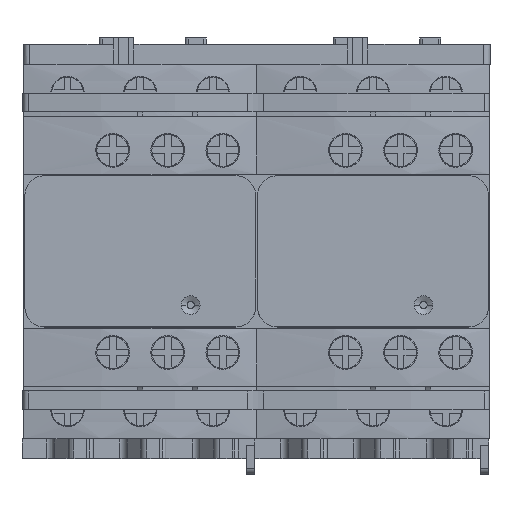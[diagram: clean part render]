
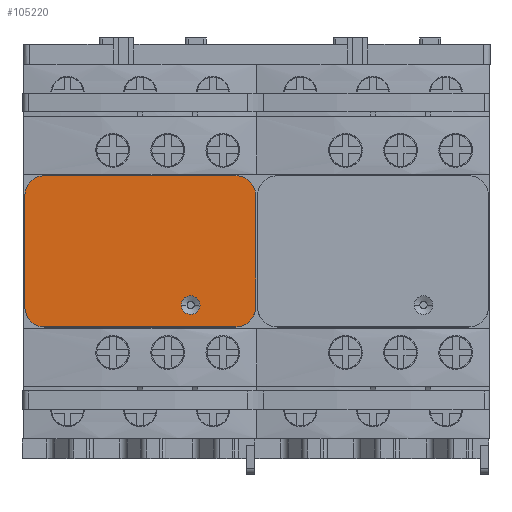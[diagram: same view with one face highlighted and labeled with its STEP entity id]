
A CAD part, top view. The second image highlights one B-rep face of the part: STEP entity #105220.
In plain terms, the highlighted planar face has unit normal (0, 0, 1).
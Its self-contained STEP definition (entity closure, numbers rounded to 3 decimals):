
#104895=CARTESIAN_POINT('',(32.1,36.785,92.98));
#104896=DIRECTION('',(0.,0.,1.));
#104897=DIRECTION('',(1.,0.,0.));
#104898=AXIS2_PLACEMENT_3D('',#104895,#104896,#104897);
#104903=CARTESIAN_POINT('',(32.1,36.785,92.98));
#104904=DIRECTION('',(0.,0.,1.));
#104905=DIRECTION('',(-1.,0.,0.));
#104906=AXIS2_PLACEMENT_3D('',#104903,#104904,#104905);
#104911=CARTESIAN_POINT('',(4.,57.885,
92.98));
#104912=DIRECTION('',(0.,0.,1.));
#104913=DIRECTION('',(0.,1.,0.));
#104914=AXIS2_PLACEMENT_3D('',#104911,#104912,#104913);
#104919=DIRECTION('',(-1.,0.,0.));
#104920=VECTOR('',#104919,36.8);
#104921=CARTESIAN_POINT('',(40.8,61.686,92.98));
#104922=LINE('',#104921,#104920);
#104926=CARTESIAN_POINT('',(40.8,57.885,92.98));
#104927=DIRECTION('',(0.,0.,1.));
#104928=DIRECTION('',(1.,0.,0.));
#104929=AXIS2_PLACEMENT_3D('',#104926,#104927,#104928);
#104934=DIRECTION('',(0.,1.,0.));
#104935=VECTOR('',#104934,21.5);
#104936=CARTESIAN_POINT('',(44.601,36.385,
92.98));
#104937=LINE('',#104936,#104935);
#104941=CARTESIAN_POINT('',(40.8,36.385,92.98));
#104942=DIRECTION('',(0.,0.,1.));
#104943=DIRECTION('',(0.,-1.,0.));
#104944=AXIS2_PLACEMENT_3D('',#104941,#104942,#104943);
#104949=DIRECTION('',(1.,0.,0.));
#104950=VECTOR('',#104949,36.8);
#104951=CARTESIAN_POINT('',(4.,32.585,
92.98));
#104952=LINE('',#104951,#104950);
#104956=CARTESIAN_POINT('',(4.,36.385,
92.98));
#104957=DIRECTION('',(0.,0.,1.));
#104958=DIRECTION('',(-1.,0.,0.));
#104959=AXIS2_PLACEMENT_3D('',#104956,#104957,#104958);
#104964=DIRECTION('',(0.,-1.,0.));
#104965=VECTOR('',#104964,21.5);
#104966=CARTESIAN_POINT('',(0.199,57.885,
92.98));
#104967=LINE('',#104966,#104965);
#105147=CARTESIAN_POINT('',(4.,61.686,
92.98));
#105148=CARTESIAN_POINT('',(0.199,57.885,
92.98));
#105149=VERTEX_POINT('',#105147);
#105150=VERTEX_POINT('',#105148);
#105151=CARTESIAN_POINT('',(0.199,36.385,
92.98));
#105152=VERTEX_POINT('',#105151);
#105153=CARTESIAN_POINT('',(4.,32.585,
92.98));
#105154=VERTEX_POINT('',#105153);
#105155=CARTESIAN_POINT('',(40.8,32.585,92.98));
#105156=VERTEX_POINT('',#105155);
#105157=CARTESIAN_POINT('',(44.601,36.385,
92.98));
#105158=VERTEX_POINT('',#105157);
#105159=CARTESIAN_POINT('',(44.601,57.885,
92.98));
#105160=VERTEX_POINT('',#105159);
#105161=CARTESIAN_POINT('',(40.8,61.686,92.98));
#105162=VERTEX_POINT('',#105161);
#105187=CARTESIAN_POINT('',(33.9,36.785,92.98));
#105188=CARTESIAN_POINT('',(30.3,36.785,92.98));
#105189=VERTEX_POINT('',#105187);
#105190=VERTEX_POINT('',#105188);
#105191=CARTESIAN_POINT('',(0.,0.,92.98));
#105192=DIRECTION('',(0.,0.,1.));
#105193=DIRECTION('',(1.,0.,0.));
#105194=AXIS2_PLACEMENT_3D('',#105191,#105192,#105193);
#105195=PLANE('',#105194);
#105197=ORIENTED_EDGE('',*,*,#105196,.F.);
#105199=ORIENTED_EDGE('',*,*,#105198,.F.);
#105201=ORIENTED_EDGE('',*,*,#105200,.F.);
#105203=ORIENTED_EDGE('',*,*,#105202,.F.);
#105205=ORIENTED_EDGE('',*,*,#105204,.F.);
#105207=ORIENTED_EDGE('',*,*,#105206,.F.);
#105209=ORIENTED_EDGE('',*,*,#105208,.F.);
#105211=ORIENTED_EDGE('',*,*,#105210,.F.);
#105212=EDGE_LOOP('',(#105197,#105199,#105201,#105203,#105205,#105207,#105209,
#105211));
#105213=FACE_OUTER_BOUND('',#105212,.F.);
#105215=ORIENTED_EDGE('',*,*,#105214,.T.);
#105217=ORIENTED_EDGE('',*,*,#105216,.T.);
#105218=EDGE_LOOP('',(#105215,#105217));
#105219=FACE_BOUND('',#105218,.F.);
#104899=CIRCLE('',#104898,1.8);
#104907=CIRCLE('',#104906,1.8);
#104915=CIRCLE('',#104914,3.801);
#104930=CIRCLE('',#104929,3.801);
#104945=CIRCLE('',#104944,3.801);
#104960=CIRCLE('',#104959,3.801);
#105196=EDGE_CURVE('',#105149,#105150,#104915,.T.);
#105198=EDGE_CURVE('',#105162,#105149,#104922,.T.);
#105200=EDGE_CURVE('',#105160,#105162,#104930,.T.);
#105202=EDGE_CURVE('',#105158,#105160,#104937,.T.);
#105204=EDGE_CURVE('',#105156,#105158,#104945,.T.);
#105206=EDGE_CURVE('',#105154,#105156,#104952,.T.);
#105208=EDGE_CURVE('',#105152,#105154,#104960,.T.);
#105210=EDGE_CURVE('',#105150,#105152,#104967,.T.);
#105214=EDGE_CURVE('',#105189,#105190,#104899,.T.);
#105216=EDGE_CURVE('',#105190,#105189,#104907,.T.);
#105220=ADVANCED_FACE('',(#105213,#105219),#105195,.T.);
